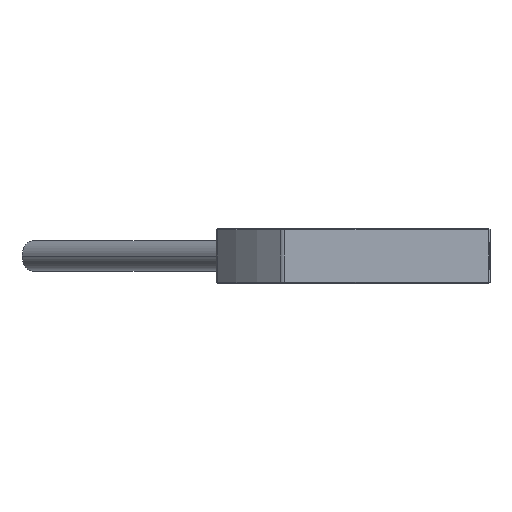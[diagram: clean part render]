
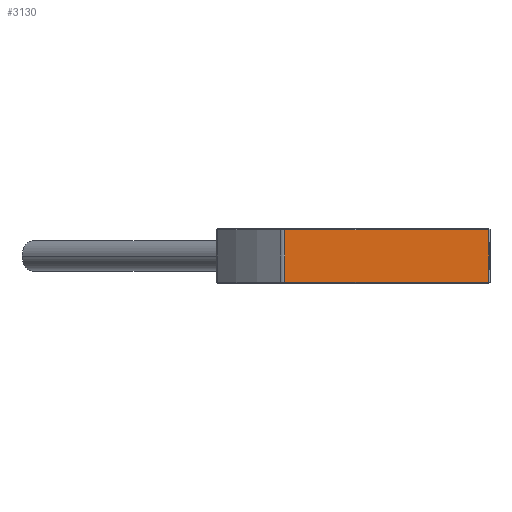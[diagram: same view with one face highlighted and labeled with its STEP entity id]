
A CAD part, left-side view. The second image highlights one B-rep face of the part: STEP entity #3130.
In plain terms, the highlighted planar face has unit normal (-1, 0, 0).
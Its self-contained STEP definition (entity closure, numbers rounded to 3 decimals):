
#46 = VERTEX_POINT ( 'NONE', #3719 ) ;
#80 = ORIENTED_EDGE ( 'NONE', *, *, #3017, .T. ) ;
#116 = CARTESIAN_POINT ( 'NONE',  ( -10., 4.989, -2. ) ) ;
#219 = ORIENTED_EDGE ( 'NONE', *, *, #2442, .T. ) ;
#467 = LINE ( 'NONE', #3559, #1930 ) ;
#686 = VECTOR ( 'NONE', #3449, 1000. ) ;
#905 = DIRECTION ( 'NONE',  ( 0., 1., 0. ) ) ;
#1080 = ORIENTED_EDGE ( 'NONE', *, *, #4129, .T. ) ;
#1310 = PLANE ( 'NONE',  #1629 ) ;
#1383 = VERTEX_POINT ( 'NONE', #3875 ) ;
#1466 = LINE ( 'NONE', #2268, #2931 ) ;
#1612 = EDGE_CURVE ( 'NONE', #46, #1383, #2521, .T. ) ;
#1629 = AXIS2_PLACEMENT_3D ( 'NONE', #3081, #1650, #3094 ) ;
#1650 = DIRECTION ( 'NONE',  ( 1., 0., 0. ) ) ;
#1930 = VECTOR ( 'NONE', #905, 1000. ) ;
#2126 = LINE ( 'NONE', #3605, #3065 ) ;
#2268 = CARTESIAN_POINT ( 'NONE',  ( -10., -10., -1.9 ) ) ;
#2324 = CARTESIAN_POINT ( 'NONE',  ( -10., -9.9, -1.9 ) ) ;
#2442 = EDGE_CURVE ( 'NONE', #4164, #46, #467, .T. ) ;
#2521 = LINE ( 'NONE', #116, #686 ) ;
#2931 = VECTOR ( 'NONE', #4294, 1000. ) ;
#3017 = EDGE_CURVE ( 'NONE', #4128, #4164, #2126, .T. ) ;
#3065 = VECTOR ( 'NONE', #3915, 1000. ) ;
#3081 = CARTESIAN_POINT ( 'NONE',  ( -10., -10., 2. ) ) ;
#3094 = DIRECTION ( 'NONE',  ( 0., 0., -1. ) ) ;
#3130 = ADVANCED_FACE ( 'NONE', ( #3577 ), #1310, .F. ) ;
#3182 = EDGE_LOOP ( 'NONE', ( #3454, #1080, #80, #219 ) ) ;
#3449 = DIRECTION ( 'NONE',  ( 0., 0., -1. ) ) ;
#3454 = ORIENTED_EDGE ( 'NONE', *, *, #1612, .T. ) ;
#3559 = CARTESIAN_POINT ( 'NONE',  ( -10., -10., 1.9 ) ) ;
#3577 = FACE_OUTER_BOUND ( 'NONE', #3182, .T. ) ;
#3605 = CARTESIAN_POINT ( 'NONE',  ( -10., -9.9, 2. ) ) ;
#3719 = CARTESIAN_POINT ( 'NONE',  ( -10., 4.989, 1.9 ) ) ;
#3875 = CARTESIAN_POINT ( 'NONE',  ( -10., 4.989, -1.9 ) ) ;
#3915 = DIRECTION ( 'NONE',  ( 0., 0., 1. ) ) ;
#3935 = CARTESIAN_POINT ( 'NONE',  ( -10., -9.9, 1.9 ) ) ;
#4128 = VERTEX_POINT ( 'NONE', #2324 ) ;
#4129 = EDGE_CURVE ( 'NONE', #1383, #4128, #1466, .T. ) ;
#4164 = VERTEX_POINT ( 'NONE', #3935 ) ;
#4294 = DIRECTION ( 'NONE',  ( 0., -1., 0. ) ) ;
